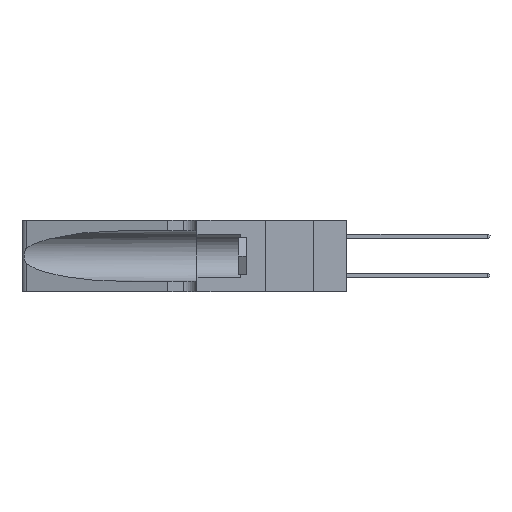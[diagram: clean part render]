
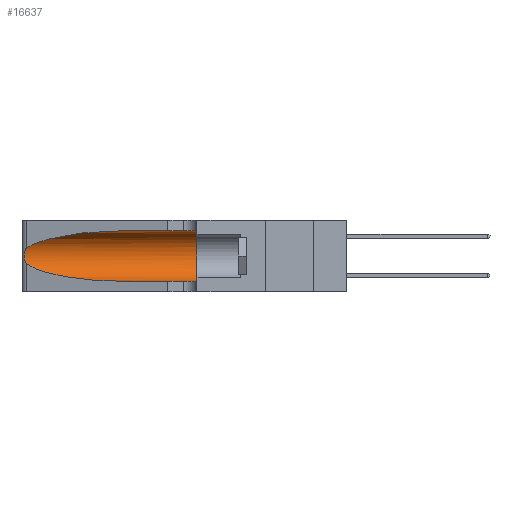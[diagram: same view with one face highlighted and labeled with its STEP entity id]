
A CAD part, left-side view. The second image highlights one B-rep face of the part: STEP entity #16637.
In plain terms, the highlighted cylindrical face has radius 3.308 mm (diameter 6.617 mm), a partial arc.
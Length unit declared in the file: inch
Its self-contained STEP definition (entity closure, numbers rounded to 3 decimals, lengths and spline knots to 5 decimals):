
#24 = CARTESIAN_POINT ( 'NONE',  ( 0.1305, 0.35, 0.185 ) ) ;
#1091 = CARTESIAN_POINT ( 'NONE',  ( 0.1305, 0.35, 0.05475 ) ) ;
#1392 = EDGE_CURVE ( 'NONE', #5899, #12774, #8025, .T. ) ;
#1499 = EDGE_CURVE ( 'NONE', #19802, #5899, #25723, .T. ) ;
#2790 = CARTESIAN_POINT ( 'NONE',  ( 0.18966, 0.96281, 0.31525 ) ) ;
#2934 = VERTEX_POINT ( 'NONE', #26342 ) ;
#2978 = CARTESIAN_POINT ( 'NONE',  ( 0.1305, 1.61858, 0.185 ) ) ;
#3753 = CARTESIAN_POINT ( 'NONE',  ( 0.25487, 1.22718, 0.22369 ) ) ;
#3936 = CARTESIAN_POINT ( 'NONE',  ( 0.25487, 1.22718, 0.14631 ) ) ;
#4037 = DIRECTION ( 'NONE',  ( 0., 0., 1. ) ) ;
#4360 = CARTESIAN_POINT ( 'NONE',  ( 0.25487, 1.22718, 0.14631 ) ) ;
#4670 = EDGE_LOOP ( 'NONE', ( #11205, #25541, #14273, #21843, #25242, #20393 ) ) ;
#5661 = CARTESIAN_POINT ( 'NONE',  ( 0.1305, 0.35, 0.31525 ) ) ;
#5826 = CARTESIAN_POINT ( 'NONE',  ( 0.26075, 1.23896, 0.19203 ) ) ;
#5899 = VERTEX_POINT ( 'NONE', #5661 ) ;
#6033 = B_SPLINE_CURVE_WITH_KNOTS ( 'NONE', 3,
 ( #3753, #11949, #24188, #20041, #15793, #26356, #5826, #18393, #18560, #14365, #20646, #14272, #22545, #3936 ),
 .UNSPECIFIED., .F., .F.,
 ( 4, 2, 2, 2, 2, 2, 4 ),
 ( 0., 0.00027, 0.00053, 0.00107, 0.0016, 0.00187, 0.00214 ),
 .UNSPECIFIED. ) ;
#6081 = CARTESIAN_POINT ( 'NONE',  ( 0.2373, 1.15595, 0.08982 ) ) ;
#6141 = EDGE_CURVE ( 'NONE', #9496, #22337, #20861, .T. ) ;
#8025 = CIRCLE ( 'NONE', #10286, 0.13025 ) ;
#8618 = AXIS2_PLACEMENT_3D ( 'NONE', #2978, #25818, #17607 ) ;
#9007 = VECTOR ( 'NONE', #12620, 39.37008 ) ;
#9496 = VERTEX_POINT ( 'NONE', #4360 ) ;
#9707 = FACE_OUTER_BOUND ( 'NONE', #4670, .T. ) ;
#10074 = CARTESIAN_POINT ( 'NONE',  ( 0.1305, 0.72297, 0.05475 ) ) ;
#10286 = AXIS2_PLACEMENT_3D ( 'NONE', #24, #18308, #4037 ) ;
#11205 = ORIENTED_EDGE ( 'NONE', *, *, #11668, .T. ) ;
#11668 = EDGE_CURVE ( 'NONE', #19802, #2934, #25169, .T. ) ;
#11802 = CARTESIAN_POINT ( 'NONE',  ( 0.1305, 1.61858, 0.05475 ) ) ;
#11949 = CARTESIAN_POINT ( 'NONE',  ( 0.25555, 1.22994, 0.2215 ) ) ;
#12007 = EDGE_CURVE ( 'NONE', #2934, #9496, #6033, .T. ) ;
#12099 = CARTESIAN_POINT ( 'NONE',  ( 0.18966, 0.96281, 0.05475 ) ) ;
#12620 = DIRECTION ( 'NONE',  ( 0., -1., 0. ) ) ;
#12661 = CARTESIAN_POINT ( 'NONE',  ( 0.25487, 1.22718, 0.22369 ) ) ;
#12774 = VERTEX_POINT ( 'NONE', #1091 ) ;
#14272 = CARTESIAN_POINT ( 'NONE',  ( 0.25639, 1.23186, 0.15144 ) ) ;
#14273 = ORIENTED_EDGE ( 'NONE', *, *, #6141, .T. ) ;
#14365 = CARTESIAN_POINT ( 'NONE',  ( 0.25856, 1.23593, 0.16098 ) ) ;
#14912 = CARTESIAN_POINT ( 'NONE',  ( 0.1305, 0.72297, 0.31525 ) ) ;
#15023 = VECTOR ( 'NONE', #26468, 39.37008 ) ;
#15506 = CARTESIAN_POINT ( 'NONE',  ( 0.1305, 0.72297, 0.05475 ) ) ;
#15793 = CARTESIAN_POINT ( 'NONE',  ( 0.25854, 1.2359, 0.20912 ) ) ;
#15929 = CARTESIAN_POINT ( 'NONE',  ( 0.1305, 0.72297, 0.31525 ) ) ;
#16306 = CARTESIAN_POINT ( 'NONE',  ( 0.1305, 1.61858, 0.31525 ) ) ;
#16637 = ADVANCED_FACE ( 'NONE', ( #9707 ), #19960, .F. ) ;
#17153 = CARTESIAN_POINT ( 'NONE',  ( 0.2373, 1.15595, 0.28018 ) ) ;
#17607 = DIRECTION ( 'NONE',  ( 0., 0., -1. ) ) ;
#18308 = DIRECTION ( 'NONE',  ( 0., 1., 0. ) ) ;
#18393 = CARTESIAN_POINT ( 'NONE',  ( 0.26075, 1.23896, 0.178 ) ) ;
#18560 = CARTESIAN_POINT ( 'NONE',  ( 0.26017, 1.23833, 0.17102 ) ) ;
#18637 = EDGE_CURVE ( 'NONE', #22337, #12774, #20492, .T. ) ;
#19802 = VERTEX_POINT ( 'NONE', #15929 ) ;
#19960 = CYLINDRICAL_SURFACE ( 'NONE', #8618, 0.13025 ) ;
#20041 = CARTESIAN_POINT ( 'NONE',  ( 0.25787, 1.23484, 0.2124 ) ) ;
#20118 = CARTESIAN_POINT ( 'NONE',  ( 0.25487, 1.22718, 0.14631 ) ) ;
#20393 = ORIENTED_EDGE ( 'NONE', *, *, #1499, .F. ) ;
#20492 = LINE ( 'NONE', #11802, #15023 ) ;
#20646 = CARTESIAN_POINT ( 'NONE',  ( 0.25789, 1.23486, 0.15765 ) ) ;
#20861 =( BOUNDED_CURVE ( )  B_SPLINE_CURVE ( 3, ( #20118, #6081, #12099, #10074 ),
 .UNSPECIFIED., .F., .F. ) 
 B_SPLINE_CURVE_WITH_KNOTS ( ( 4, 4 ),
 ( 3.44316, 4.71239 ),
 .UNSPECIFIED. ) 
 CURVE ( )  GEOMETRIC_REPRESENTATION_ITEM ( )  RATIONAL_B_SPLINE_CURVE ( ( 1., 0.87, 0.87, 1. ) ) 
 REPRESENTATION_ITEM ( '' )  );
#21843 = ORIENTED_EDGE ( 'NONE', *, *, #18637, .T. ) ;
#22337 = VERTEX_POINT ( 'NONE', #15506 ) ;
#22545 = CARTESIAN_POINT ( 'NONE',  ( 0.25555, 1.22993, 0.14849 ) ) ;
#24188 = CARTESIAN_POINT ( 'NONE',  ( 0.25639, 1.23184, 0.21858 ) ) ;
#25169 =( BOUNDED_CURVE ( )  B_SPLINE_CURVE ( 3, ( #14912, #2790, #17153, #12661 ),
 .UNSPECIFIED., .F., .T. ) 
 B_SPLINE_CURVE_WITH_KNOTS ( ( 4, 4 ),
 ( 1.5708, 2.84003 ),
 .UNSPECIFIED. ) 
 CURVE ( )  GEOMETRIC_REPRESENTATION_ITEM ( )  RATIONAL_B_SPLINE_CURVE ( ( 1., 0.87, 0.87, 1. ) ) 
 REPRESENTATION_ITEM ( '' )  );
#25242 = ORIENTED_EDGE ( 'NONE', *, *, #1392, .F. ) ;
#25541 = ORIENTED_EDGE ( 'NONE', *, *, #12007, .T. ) ;
#25723 = LINE ( 'NONE', #16306, #9007 ) ;
#25818 = DIRECTION ( 'NONE',  ( 0., -1., 0. ) ) ;
#26342 = CARTESIAN_POINT ( 'NONE',  ( 0.25487, 1.22718, 0.22369 ) ) ;
#26356 = CARTESIAN_POINT ( 'NONE',  ( 0.26018, 1.23835, 0.19895 ) ) ;
#26468 = DIRECTION ( 'NONE',  ( 0., -1., 0. ) ) ;
